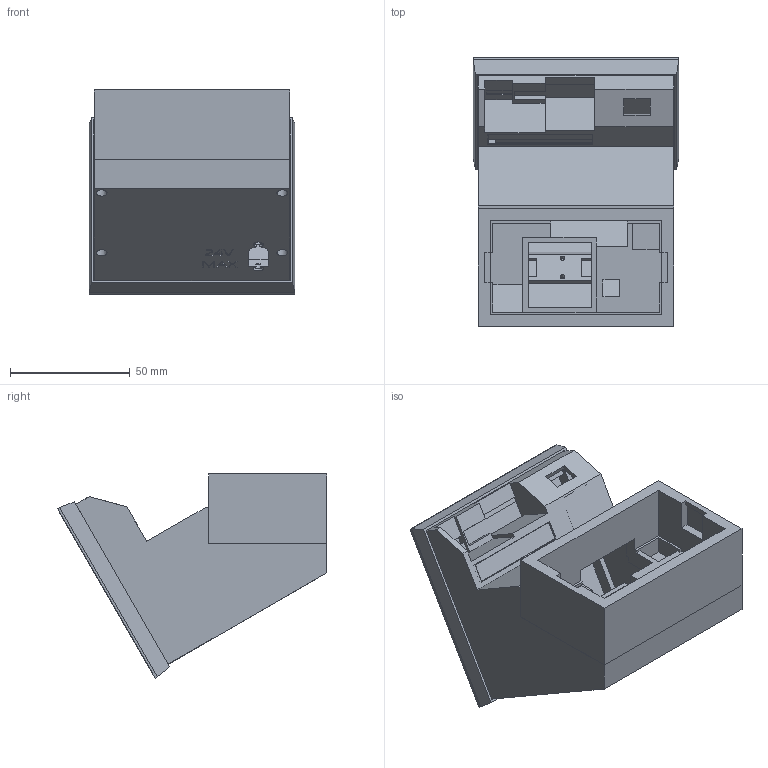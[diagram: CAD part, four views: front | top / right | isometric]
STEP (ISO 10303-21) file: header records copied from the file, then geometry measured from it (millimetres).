
FILE_DESCRIPTION(/* description */ (''),/* implementation_level */ '2;1');
FILE_NAME(/* name */ 'ZK-SMC02_Case v8.step',/* time_stamp */ '2025-05-26T14:40:24+10:00',/* author */ (''),/* organization */ (''),/* preprocessor_version */ 'ST-DEVELOPER v20.1',/* originating_system */ 'Autodesk Translation Framework v14.10.0.0',/* authorisation */ '');
FILE_SCHEMA (('AUTOMOTIVE_DESIGN { 1 0 10303 214 3 1 1 }'));
Length unit declared in the file: millimetre
Products named in the file (2): ZK-SMC02_Case; Test Board
Assembly tree (1 placements, depth 2):
  ZK-SMC02_Case
    Test Board
Bounding box: 86 x 112.46 x 85.26 mm (x, y, z)
Volume: 101838.9 mm3; surface area: 86539.7 mm2
Topology: 4 solids, 4 shells, 503 faces, 1389 edges, 919 vertices
Faces by surface type: plane 395, cylinder 56, bspline 52
Full cylindrical faces by diameter (mm): 1.5 x2, 1.65 x2, 2 x12, 2.25 x6, 2.5 x2, 2.75 x4, 3.25 x2, 4.5 x4, 5.5 x6
Entity records: 16453 total; most frequent: CARTESIAN_POINT 3698, ORIENTED_EDGE 2778, DIRECTION 2309, EDGE_CURVE 1389, LINE 1169, VECTOR 1169, VERTEX_POINT 919, EDGE_LOOP 584
